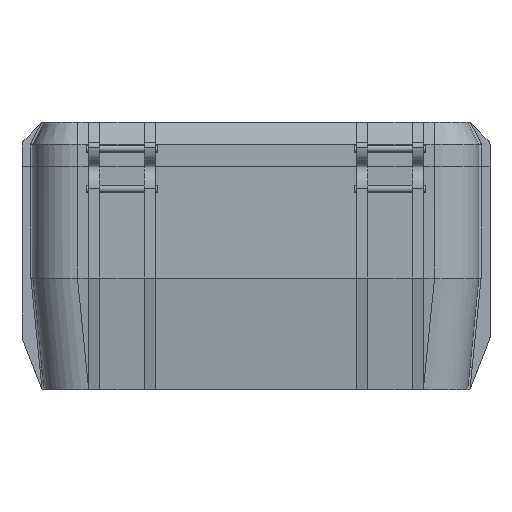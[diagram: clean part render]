
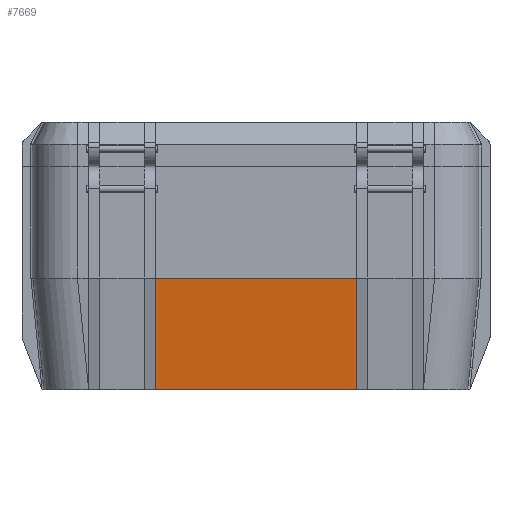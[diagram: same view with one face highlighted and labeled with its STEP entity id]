
A CAD part, top view. The second image highlights one B-rep face of the part: STEP entity #7669.
In plain terms, the highlighted planar face has unit normal (0, -0.1, 0.995).
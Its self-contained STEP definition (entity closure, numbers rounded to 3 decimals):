
#153=PLANE('',#8205);
#681=FACE_OUTER_BOUND('',#1132,.T.);
#1132=EDGE_LOOP('',(#5496,#5497,#5498,#5499));
#1732=LINE('',#11513,#2520);
#1814=LINE('',#11825,#2602);
#1815=LINE('',#11827,#2603);
#1816=LINE('',#11828,#2604);
#2520=VECTOR('',#9067,10.);
#2602=VECTOR('',#9309,10.);
#2603=VECTOR('',#9310,10.);
#2604=VECTOR('',#9311,10.);
#3303=VERTEX_POINT('',#11510);
#3304=VERTEX_POINT('',#11512);
#3389=VERTEX_POINT('',#11824);
#3390=VERTEX_POINT('',#11826);
#4077=EDGE_CURVE('',#3304,#3303,#1732,.T.);
#4201=EDGE_CURVE('',#3304,#3389,#1814,.T.);
#4202=EDGE_CURVE('',#3390,#3303,#1815,.T.);
#4203=EDGE_CURVE('',#3389,#3390,#1816,.T.);
#5496=ORIENTED_EDGE('',*,*,#4201,.F.);
#5497=ORIENTED_EDGE('',*,*,#4077,.T.);
#5498=ORIENTED_EDGE('',*,*,#4202,.F.);
#5499=ORIENTED_EDGE('',*,*,#4203,.F.);
#7669=ADVANCED_FACE('',(#681),#153,.F.);
#8205=AXIS2_PLACEMENT_3D('',#11823,#9307,#9308);
#9067=DIRECTION('',(0.,0.995,0.1));
#9307=DIRECTION('center_axis',(0.,0.1,
-0.995));
#9308=DIRECTION('ref_axis',(-1.,0.,0.));
#9309=DIRECTION('',(-1.,0.,0.));
#9310=DIRECTION('',(1.,0.,0.));
#9311=DIRECTION('',(0.,0.995,0.1));
#11510=CARTESIAN_POINT('',(45.099,-50.,65.));
#11512=CARTESIAN_POINT('',(45.099,-100.,60.));
#11513=CARTESIAN_POINT('',(45.099,-87.252,61.275));
#11823=CARTESIAN_POINT('Origin',(75.,-75.,62.5));
#11824=CARTESIAN_POINT('',(-45.099,-100.,60.));
#11825=CARTESIAN_POINT('',(75.,-100.,60.));
#11826=CARTESIAN_POINT('',(-45.099,-50.,65.));
#11827=CARTESIAN_POINT('',(75.,-50.,65.));
#11828=CARTESIAN_POINT('',(-45.099,-87.252,61.275));
